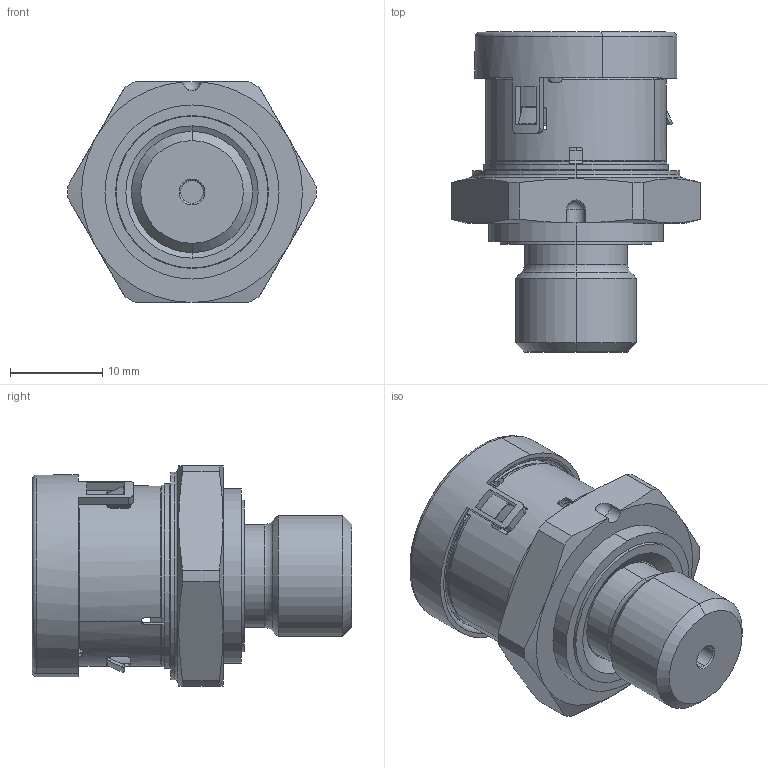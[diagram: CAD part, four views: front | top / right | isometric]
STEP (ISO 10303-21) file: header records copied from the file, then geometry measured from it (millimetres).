
FILE_DESCRIPTION (( 'STEP AP203' ), '1' );
FILE_NAME ('PTE7100-Module-exterior face.STEP', '2021-07-27T00:43:48', ( '' ), ( '' ), 'SwSTEP 2.0', 'SolidWorks 2018', '' );
FILE_SCHEMA (( 'CONFIG_CONTROL_DESIGN' ));
Length unit declared in the file: millimetre
Products named in the file (1): PTE7100-Module-exterior face
Bounding box: 27 x 34.75 x 24 mm (x, y, z)
Surface area: 5718 mm2 (no closed solid volume)
Topology: 0 solids, 37 shells, 296 faces, 2650 edges, 2366 vertices
Faces by surface type: plane 123, cylinder 113, torus 25, cone 23, bspline 11, sphere 1
Entity records: 26037 total; most frequent: CARTESIAN_POINT 7082, DIRECTION 3772, ORIENTED_EDGE 3235, EDGE_CURVE 2643, VERTEX_POINT 2365, LINE 1384, VECTOR 1384, AXIS2_PLACEMENT_3D 1194
